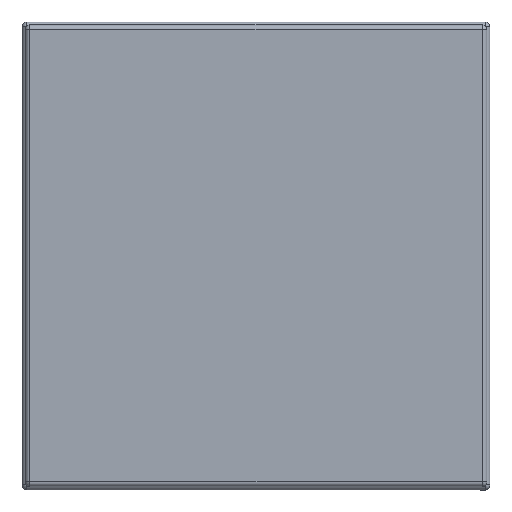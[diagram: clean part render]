
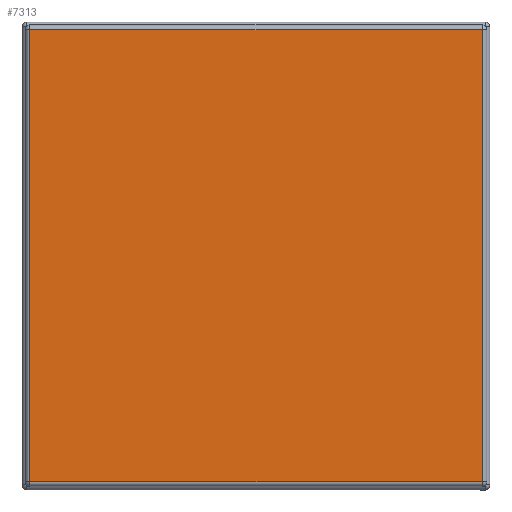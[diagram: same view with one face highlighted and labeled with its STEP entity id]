
A CAD part, top view. The second image highlights one B-rep face of the part: STEP entity #7313.
In plain terms, the highlighted planar face has unit normal (0, 0, 1).
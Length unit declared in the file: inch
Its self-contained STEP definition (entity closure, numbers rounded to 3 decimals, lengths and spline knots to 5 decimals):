
#842=PLANE('',#8241);
#1404=FACE_OUTER_BOUND('',#1992,.T.);
#1992=EDGE_LOOP('',(#6573,#6574,#6575,#6576));
#2236=LINE('',#19653,#2490);
#2240=LINE('',#19669,#2494);
#2242=LINE('',#19672,#2496);
#2244=LINE('',#19675,#2498);
#2490=VECTOR('',#10158,0.3937);
#2494=VECTOR('',#10176,0.3937);
#2496=VECTOR('',#10180,0.3937);
#2498=VECTOR('',#10184,0.3937);
#3455=VERTEX_POINT('',#19615);
#3460=VERTEX_POINT('',#19628);
#3465=VERTEX_POINT('',#19641);
#3470=VERTEX_POINT('',#19657);
#4497=EDGE_CURVE('',#3455,#3465,#2236,.T.);
#4505=EDGE_CURVE('',#3465,#3470,#2240,.T.);
#4507=EDGE_CURVE('',#3470,#3460,#2242,.T.);
#4509=EDGE_CURVE('',#3460,#3455,#2244,.T.);
#6573=ORIENTED_EDGE('',*,*,#4497,.F.);
#6574=ORIENTED_EDGE('',*,*,#4509,.F.);
#6575=ORIENTED_EDGE('',*,*,#4507,.F.);
#6576=ORIENTED_EDGE('',*,*,#4505,.F.);
#7313=ADVANCED_FACE('',(#1404),#842,.T.);
#8241=AXIS2_PLACEMENT_3D('',#19681,#10192,#10193);
#10158=DIRECTION('',(-1.,0.,0.));
#10176=DIRECTION('',(0.,1.,0.));
#10180=DIRECTION('',(1.,0.,0.));
#10184=DIRECTION('',(0.,-1.,0.));
#10192=DIRECTION('center_axis',(0.,0.,1.));
#10193=DIRECTION('ref_axis',(1.,0.,0.));
#19615=CARTESIAN_POINT('',(11.65625,-11.65625,0.5));
#19628=CARTESIAN_POINT('',(11.65625,11.65625,0.5));
#19641=CARTESIAN_POINT('',(-11.65625,-11.65625,0.5));
#19653=CARTESIAN_POINT('',(-5.95313,-11.65625,0.5));
#19657=CARTESIAN_POINT('',(-11.65625,11.65625,0.5));
#19669=CARTESIAN_POINT('',(-11.65625,5.95313,0.5));
#19672=CARTESIAN_POINT('',(5.95313,11.65625,0.5));
#19675=CARTESIAN_POINT('',(11.65625,-5.95313,0.5));
#19681=CARTESIAN_POINT('Origin',(0.,0.,0.5));
